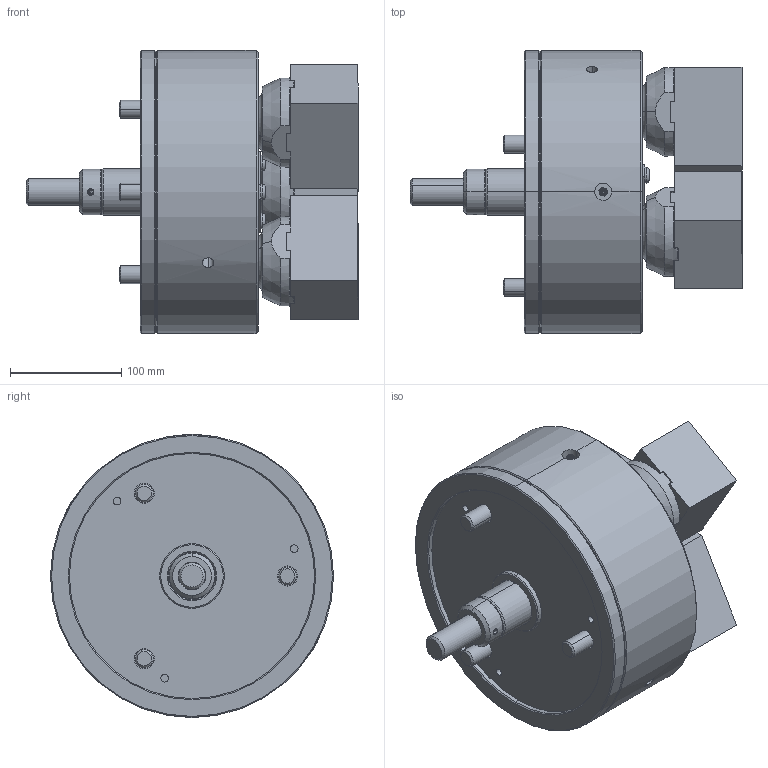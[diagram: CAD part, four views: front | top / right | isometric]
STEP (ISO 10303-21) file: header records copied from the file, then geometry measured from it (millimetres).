
FILE_DESCRIPTION (( 'STEP AP203' ), '1' );
FILE_NAME ('CF-3W-10.STEP', '2018-07-23T02:01:15', ( '' ), ( '' ), 'SwSTEP 2.0', 'SolidWorks 2016', '' );
FILE_SCHEMA (( 'CONFIG_CONTROL_DESIGN' ));
Length unit declared in the file: millimetre
Products named in the file (17): 半圓頭六角孔螺栓_M8x12; CF-3W-10-01010; 無頭六角孔螺絲_M6x8; CF-3W-10-11010; M6黃油嘴; CF-3W-10-22000; 圓頭內六角螺栓_M24x170; 圓頭內六角螺栓_M6x16; CF-3W-10-12000; CF-3W-10-05010; CF-3W-10-08010_000; CF-3W-10-21000; 圓頭內六角螺栓_M12x25; CF-3W-10-20000; 無頭六角孔螺絲_M6x6; CF-3W-10; 圓頭內六角螺栓_M16x105
Assembly tree (48 placements, depth 2):
  CF-3W-10
    CF-3W-10-01010
    CF-3W-10-05010  x3
    CF-3W-10-08010_000
    CF-3W-10-11010
    半圓頭六角孔螺栓_M8x12  x3
    無頭六角孔螺絲_M6x6
    M6黃油嘴
    CF-3W-10-20000
    無頭六角孔螺絲_M6x8
    圓頭內六角螺栓_M24x170
    CF-3W-10-12000
    圓頭內六角螺栓_M16x105  x3
    圓頭內六角螺栓_M6x16  x18
    CF-3W-10-21000  x3
    CF-3W-10-22000  x3
    圓頭內六角螺栓_M12x25  x6
Bounding box: 297.97 x 254 x 254 mm (x, y, z)
Volume: 6108535.2 mm3; surface area: 743727.3 mm2
Topology: 49 solids, 49 shells, 1626 faces, 3888 edges, 2332 vertices
Faces by surface type: plane 741, cylinder 429, cone 400, torus 38, sphere 18
Entity records: 21776 total; most frequent: CARTESIAN_POINT 3733, DIRECTION 3525, ORIENTED_EDGE 2946, EDGE_CURVE 1473, AXIS2_PLACEMENT_3D 1399, VERTEX_POINT 919, EDGE_LOOP 778, LINE 727
